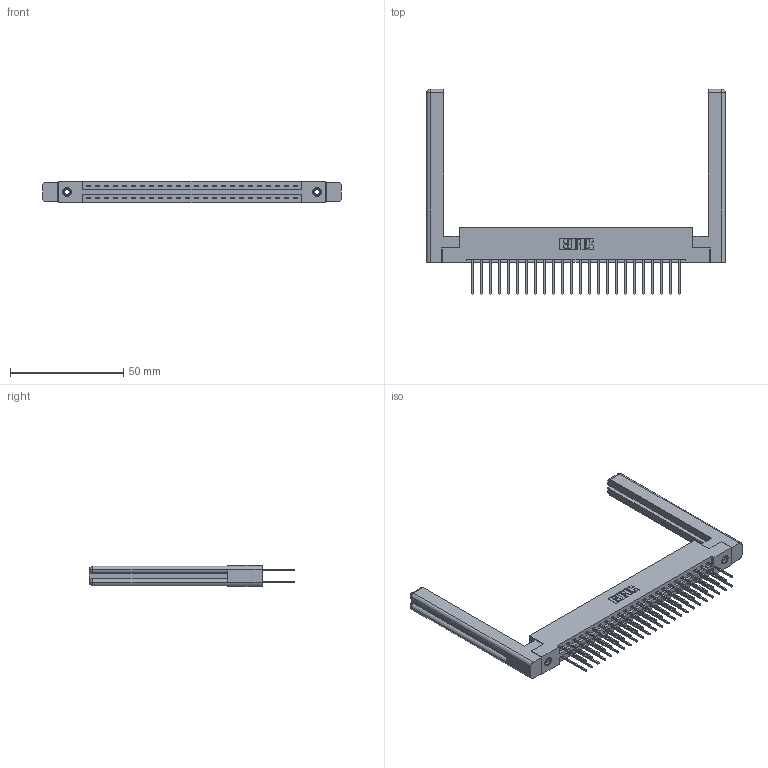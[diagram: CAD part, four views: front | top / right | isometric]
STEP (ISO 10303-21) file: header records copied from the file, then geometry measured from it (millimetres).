
FILE_DESCRIPTION (( 'STEP AP203' ), '1' );
FILE_NAME ('337-048-540-258.STEP', '2019-10-09T14:49:12', ( '' ), ( '' ), 'SwSTEP 2.0', 'SolidWorks 2016', '' );
FILE_SCHEMA (( 'CONFIG_CONTROL_DESIGN' ));
Length unit declared in the file: inch
Products named in the file (5): 345-250-001_345-250-001-102; 307-220-058; 337-048-540-258; 337 Part_Flush Mounting Lugs - 0.156 Dia-TI; 345-292-001_345-293-140
Assembly tree (53 placements, depth 2):
  337-048-540-258
    337 Part_Flush Mounting Lugs - 0.156 Dia-TI
    345-292-001_345-293-140  x48
    345-250-001_345-250-001-102  x2
    307-220-058  x2
Bounding box: 131.72 x 90.56 x 9.4 mm (x, y, z)
Volume: 20966.9 mm3; surface area: 21400.1 mm2
Topology: 53 solids, 53 shells, 2848 faces, 8393 edges, 5518 vertices
Faces by surface type: plane 1978, cylinder 846, cone 12, torus 12
Entity records: 23588 total; most frequent: CARTESIAN_POINT 3997, ORIENTED_EDGE 3872, DIRECTION 3448, EDGE_CURVE 1936, LINE 1760, VECTOR 1760, VERTEX_POINT 1282, AXIS2_PLACEMENT_3D 844
